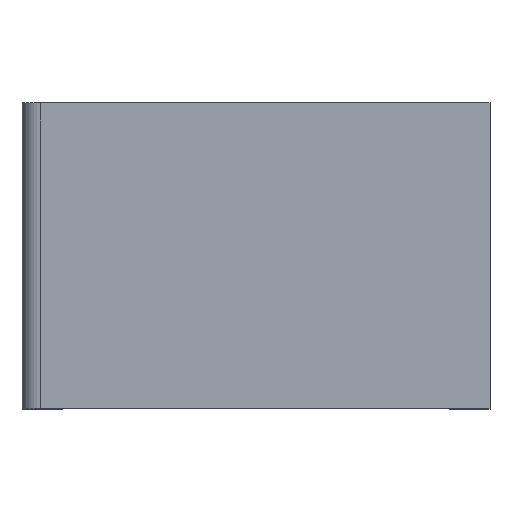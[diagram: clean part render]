
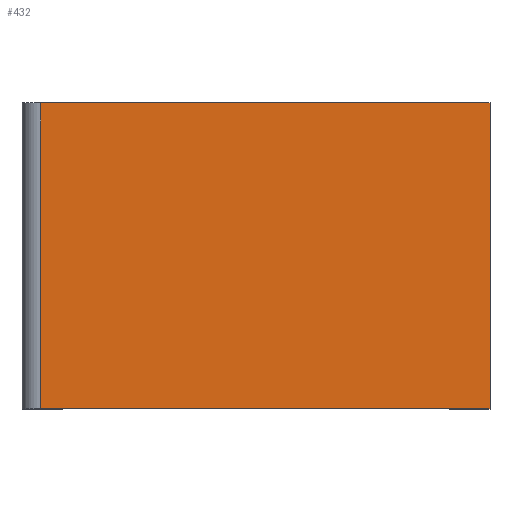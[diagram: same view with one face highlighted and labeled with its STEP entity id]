
A CAD part, top view. The second image highlights one B-rep face of the part: STEP entity #432.
In plain terms, the highlighted planar face has unit normal (0, 0, 1).
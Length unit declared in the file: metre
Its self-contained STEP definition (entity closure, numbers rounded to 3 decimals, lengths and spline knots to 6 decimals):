
#52=ORIENTED_EDGE('',*,*,#167,.F.);
#53=ORIENTED_EDGE('',*,*,#168,.F.);
#54=ORIENTED_EDGE('',*,*,#169,.T.);
#55=ORIENTED_EDGE('',*,*,#165,.T.);
#165=EDGE_CURVE('',#221,#220,#263,.T.);
#167=EDGE_CURVE('',#222,#220,#265,.T.);
#168=EDGE_CURVE('',#223,#222,#266,.T.);
#169=EDGE_CURVE('',#223,#221,#267,.T.);
#220=VERTEX_POINT('',#663);
#221=VERTEX_POINT('',#665);
#222=VERTEX_POINT('',#669);
#223=VERTEX_POINT('',#671);
#263=LINE('',#664,#315);
#265=LINE('',#668,#317);
#266=LINE('',#670,#318);
#267=LINE('',#672,#319);
#315=VECTOR('',#534,1.);
#317=VECTOR('',#538,1.);
#318=VECTOR('',#539,1.);
#319=VECTOR('',#540,1.);
#358=EDGE_LOOP('',(#52,#53,#54,#55));
#384=FACE_BOUND('',#358,.T.);
#409=PLANE('',#473);
#432=ADVANCED_FACE('',(#384),#409,.T.);
#473=AXIS2_PLACEMENT_3D('',#667,#536,#537);
#534=DIRECTION('',(0.,1.,0.));
#536=DIRECTION('',(0.,0.,1.));
#537=DIRECTION('',(1.,0.,0.));
#538=DIRECTION('',(1.,0.,0.));
#539=DIRECTION('',(0.,1.,0.));
#540=DIRECTION('',(1.,0.,0.));
#663=CARTESIAN_POINT('',(0.00375,0.00245,0.003));
#664=CARTESIAN_POINT('',(0.00375,-0.00245,0.003));
#665=CARTESIAN_POINT('',(0.00375,-0.00245,0.003));
#667=CARTESIAN_POINT('',(0.00015,-0.00245,0.003));
#668=CARTESIAN_POINT('',(0.00015,0.00245,0.003));
#669=CARTESIAN_POINT('',(-0.00345,0.00245,0.003));
#670=CARTESIAN_POINT('',(-0.00345,-0.00245,0.003));
#671=CARTESIAN_POINT('',(-0.00345,-0.00245,0.003));
#672=CARTESIAN_POINT('',(0.00015,-0.00245,0.003));
